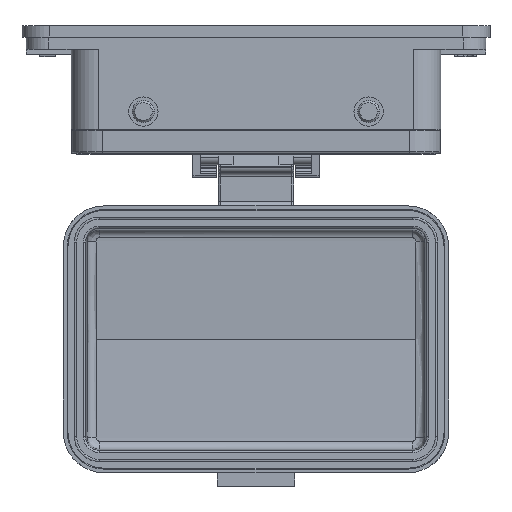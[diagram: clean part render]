
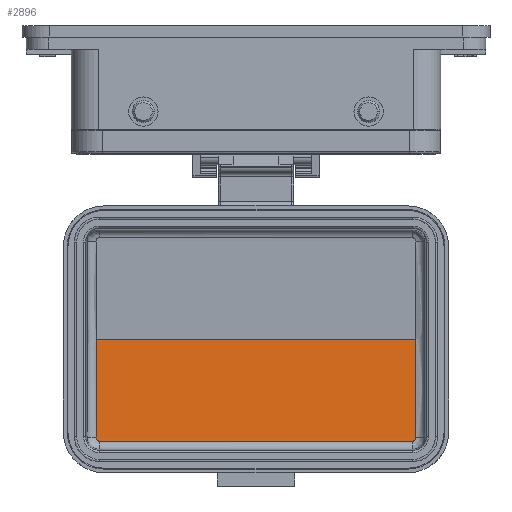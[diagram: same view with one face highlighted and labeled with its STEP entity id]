
A CAD part, top view. The second image highlights one B-rep face of the part: STEP entity #2896.
In plain terms, the highlighted cylindrical face has radius 228.972 mm (diameter 457.944 mm), a partial arc.
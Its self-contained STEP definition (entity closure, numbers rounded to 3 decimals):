
#537=CYLINDRICAL_SURFACE('',#18456,228.972);
#1286=FACE_OUTER_BOUND('',#5195,.T.);
#2896=ADVANCED_FACE('NONE',(#1286),#537,.F.);
#4391=B_SPLINE_CURVE_WITH_KNOTS('',3,(#31423,#31424,#31425,#31426),
 .UNSPECIFIED.,.F.,.F.,(4,4),(0.,1.),.UNSPECIFIED.);
#4398=B_SPLINE_CURVE_WITH_KNOTS('',3,(#31504,#31505,#31506,#31507),
 .UNSPECIFIED.,.F.,.F.,(4,4),(0.,1.),.UNSPECIFIED.);
#4402=B_SPLINE_CURVE_WITH_KNOTS('',3,(#31545,#31546,#31547,#31548),
 .UNSPECIFIED.,.F.,.F.,(4,4),(0.,1.),.UNSPECIFIED.);
#4403=B_SPLINE_CURVE_WITH_KNOTS('',3,(#31552,#31553,#31554,#31555),
 .UNSPECIFIED.,.F.,.F.,(4,4),(0.,1.),.UNSPECIFIED.);
#5195=EDGE_LOOP('',(#8381,#8382,#8383,#8384,#8385,#8386));
#8381=ORIENTED_EDGE('',*,*,#14075,.F.);
#8382=ORIENTED_EDGE('',*,*,#14073,.F.);
#8383=ORIENTED_EDGE('',*,*,#14066,.T.);
#8384=ORIENTED_EDGE('',*,*,#14072,.F.);
#8385=ORIENTED_EDGE('',*,*,#14059,.T.);
#8386=ORIENTED_EDGE('',*,*,#14071,.F.);
#11893=VERTEX_POINT('',#31427);
#11894=VERTEX_POINT('',#31428);
#11897=VERTEX_POINT('',#31508);
#11898=VERTEX_POINT('',#31509);
#11899=VERTEX_POINT('',#31544);
#11900=VERTEX_POINT('',#31556);
#14059=EDGE_CURVE('NONE',#11893,#11894,#4391,.T.);
#14066=EDGE_CURVE('NONE',#11897,#11898,#4398,.T.);
#14071=EDGE_CURVE('NONE',#11899,#11894,#4402,.T.);
#14072=EDGE_CURVE('NONE',#11893,#11898,#15743,.T.);
#14073=EDGE_CURVE('NONE',#11897,#11900,#4403,.T.);
#14075=EDGE_CURVE('NONE',#11900,#11899,#15744,.T.);
#15743=LINE('',#31550,#16978);
#15744=LINE('',#31562,#16979);
#16978=VECTOR('',#21339,1.);
#16979=VECTOR('',#21344,1.);
#18456=AXIS2_PLACEMENT_3D('',#31563,#21345,#21346);
#21339=DIRECTION('',(-1.,0.,0.));
#21344=DIRECTION('',(1.,0.,0.));
#21345=DIRECTION('',(1.,0.,0.));
#21346=DIRECTION('',(0.,0.,-1.));
#31423=CARTESIAN_POINT('',(34.75,-86.821,-51.235));
#31424=CARTESIAN_POINT('',(35.183,-86.817,-51.235));
#31425=CARTESIAN_POINT('',(35.521,-86.47,-51.27));
#31426=CARTESIAN_POINT('',(35.522,-86.04,-51.311));
#31427=CARTESIAN_POINT('',(34.75,-86.821,-51.235));
#31428=CARTESIAN_POINT('',(35.522,-86.04,-51.311));
#31504=CARTESIAN_POINT('',(-35.522,-86.04,-51.311));
#31505=CARTESIAN_POINT('',(-35.521,-86.47,-51.27));
#31506=CARTESIAN_POINT('',(-35.183,-86.817,-51.235));
#31507=CARTESIAN_POINT('',(-34.75,-86.821,-51.235));
#31508=CARTESIAN_POINT('',(-35.522,-86.04,-51.311));
#31509=CARTESIAN_POINT('',(-34.75,-86.821,-51.235));
#31544=CARTESIAN_POINT('',(35.495,-64.25,-52.349));
#31545=CARTESIAN_POINT('',(35.495,-64.25,-52.348));
#31546=CARTESIAN_POINT('',(35.495,-71.524,-52.348));
#31547=CARTESIAN_POINT('',(35.504,-78.799,-52.002));
#31548=CARTESIAN_POINT('',(35.522,-86.04,-51.311));
#31550=CARTESIAN_POINT('',(42.75,-86.821,-51.235));
#31552=CARTESIAN_POINT('',(-35.522,-86.04,-51.311));
#31553=CARTESIAN_POINT('',(-35.504,-78.799,-52.002));
#31554=CARTESIAN_POINT('',(-35.495,-71.524,-52.348));
#31555=CARTESIAN_POINT('',(-35.495,-64.25,-52.348));
#31556=CARTESIAN_POINT('',(-35.495,-64.25,-52.349));
#31562=CARTESIAN_POINT('',(42.75,-64.25,-52.35));
#31563=CARTESIAN_POINT('',(42.75,-64.25,176.622));
